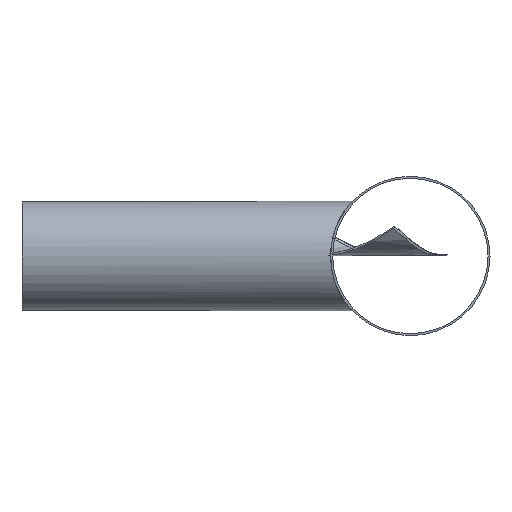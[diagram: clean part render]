
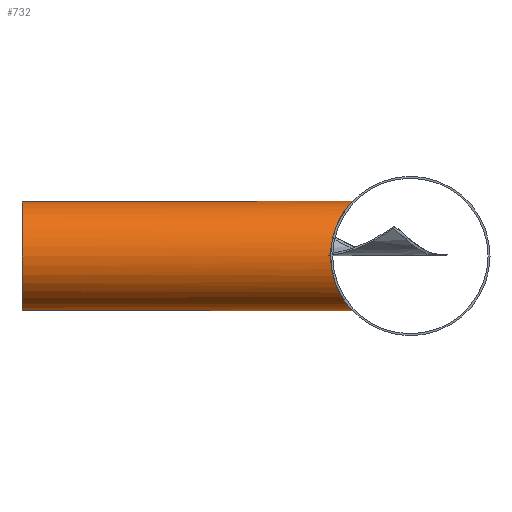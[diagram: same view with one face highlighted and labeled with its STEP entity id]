
A CAD part, front view. The second image highlights one B-rep face of the part: STEP entity #732.
In plain terms, the highlighted cylindrical face has radius 83 mm (diameter 166 mm), a partial arc.
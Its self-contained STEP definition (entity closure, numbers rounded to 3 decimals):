
#59=B_SPLINE_CURVE_WITH_KNOTS('',3,(#1072,#1073,#1074,#1075),
 .UNSPECIFIED.,.F.,.F.,(4,4),(52.3,52.305),
 .UNSPECIFIED.);
#60=B_SPLINE_CURVE_WITH_KNOTS('',3,(#1077,#1078,#1079,#1080,#1081,#1082,
#1083,#1084,#1085,#1086,#1087,#1088,#1089,#1090,#1091,#1092,#1093,#1094,
#1095,#1096,#1097,#1098,#1099,#1100,#1101,#1102,#1103,#1104,#1105,#1106,
#1107,#1108,#1109,#1110),.UNSPECIFIED.,.F.,.F.,(4,2,2,2,2,2,2,2,2,2,2,2,
2,2,2,2,4),(26.155,27.795,29.44,31.085,
32.73,34.354,35.978,37.601,39.225,
40.848,42.472,44.096,45.719,47.364,
49.01,50.655,52.3),.UNSPECIFIED.);
#132=CYLINDRICAL_SURFACE('',#853,83.);
#136=ELLIPSE('',#844,89.518,83.);
#147=FACE_OUTER_BOUND('',#189,.T.);
#189=EDGE_LOOP('',(#514,#515,#516,#517,#518,#519,#520));
#231=CIRCLE('',#854,83.);
#238=LINE('',#1003,#264);
#246=LINE('',#1116,#272);
#248=LINE('',#1120,#274);
#264=VECTOR('',#888,10.);
#272=VECTOR('',#922,10.);
#274=VECTOR('',#926,10.);
#290=VERTEX_POINT('',#1001);
#291=VERTEX_POINT('',#1002);
#295=VERTEX_POINT('',#1011);
#302=VERTEX_POINT('',#1071);
#303=VERTEX_POINT('',#1076);
#304=VERTEX_POINT('',#1115);
#305=VERTEX_POINT('',#1119);
#368=EDGE_CURVE('',#290,#291,#238,.T.);
#376=EDGE_CURVE('',#291,#295,#136,.T.);
#383=EDGE_CURVE('',#302,#290,#59,.T.);
#384=EDGE_CURVE('',#303,#302,#60,.T.);
#387=EDGE_CURVE('',#303,#304,#246,.T.);
#389=EDGE_CURVE('',#295,#305,#248,.T.);
#390=EDGE_CURVE('',#304,#305,#231,.T.);
#514=ORIENTED_EDGE('',*,*,#376,.T.);
#515=ORIENTED_EDGE('',*,*,#389,.T.);
#516=ORIENTED_EDGE('',*,*,#390,.F.);
#517=ORIENTED_EDGE('',*,*,#387,.F.);
#518=ORIENTED_EDGE('',*,*,#384,.T.);
#519=ORIENTED_EDGE('',*,*,#383,.T.);
#520=ORIENTED_EDGE('',*,*,#368,.T.);
#732=ADVANCED_FACE('',(#147),#132,.T.);
#844=AXIS2_PLACEMENT_3D('',#1019,#902,#903);
#853=AXIS2_PLACEMENT_3D('',#1118,#924,#925);
#854=AXIS2_PLACEMENT_3D('',#1121,#927,#928);
#888=DIRECTION('',(0.,1.,0.));
#902=DIRECTION('center_axis',(0.375,0.927,0.));
#903=DIRECTION('ref_axis',(-0.927,0.375,0.));
#922=DIRECTION('',(0.,1.,0.));
#924=DIRECTION('center_axis',(0.,1.,0.));
#925=DIRECTION('ref_axis',(0.,0.,-1.));
#926=DIRECTION('',(0.,1.,0.));
#927=DIRECTION('center_axis',(0.,1.,0.));
#928=DIRECTION('ref_axis',(-1.,0.,0.));
#1001=CARTESIAN_POINT('',(-0.05,0.,-83.));
#1002=CARTESIAN_POINT('',(-0.05,135.,-83.));
#1003=CARTESIAN_POINT('',(-0.05,0.,-83.));
#1011=CARTESIAN_POINT('',(-0.05,135.,83.));
#1019=CARTESIAN_POINT('Origin',(0.,134.98,0.));
#1071=CARTESIAN_POINT('',(0.,0.,-83.));
#1072=CARTESIAN_POINT('Ctrl Pts',(0.,0.,-83.));
#1073=CARTESIAN_POINT('Ctrl Pts',(-0.017,0.,
-83.));
#1074=CARTESIAN_POINT('Ctrl Pts',(-0.033,0.,
-83.));
#1075=CARTESIAN_POINT('Ctrl Pts',(-0.05,0.,
-83.));
#1076=CARTESIAN_POINT('',(0.05,0.,83.));
#1077=CARTESIAN_POINT('Ctrl Pts',(0.05,0.,
83.));
#1078=CARTESIAN_POINT('Ctrl Pts',(5.518,0.003,
82.997));
#1079=CARTESIAN_POINT('Ctrl Pts',(11.056,0.535,82.446));
#1080=CARTESIAN_POINT('Ctrl Pts',(21.916,2.549,80.246));
#1081=CARTESIAN_POINT('Ctrl Pts',(27.239,4.025,78.595));
#1082=CARTESIAN_POINT('Ctrl Pts',(37.352,7.532,74.323));
#1083=CARTESIAN_POINT('Ctrl Pts',(42.154,9.56,71.699));
#1084=CARTESIAN_POINT('Ctrl Pts',(51.019,13.731,65.687));
#1085=CARTESIAN_POINT('Ctrl Pts',(55.083,15.873,62.297));
#1086=CARTESIAN_POINT('Ctrl Pts',(62.25,19.87,55.13));
#1087=CARTESIAN_POINT('Ctrl Pts',(65.631,21.881,51.092));
#1088=CARTESIAN_POINT('Ctrl Pts',(71.658,25.605,42.224));
#1089=CARTESIAN_POINT('Ctrl Pts',(74.305,27.316,37.394));
#1090=CARTESIAN_POINT('Ctrl Pts',(78.607,30.149,27.213));
#1091=CARTESIAN_POINT('Ctrl Pts',(80.265,31.273,21.85));
#1092=CARTESIAN_POINT('Ctrl Pts',(82.462,32.77,10.95));
#1093=CARTESIAN_POINT('Ctrl Pts',(83.,33.143,5.412));
#1094=CARTESIAN_POINT('Ctrl Pts',(83.,33.143,-5.412));
#1095=CARTESIAN_POINT('Ctrl Pts',(82.462,32.77,-10.95));
#1096=CARTESIAN_POINT('Ctrl Pts',(80.265,31.273,-21.85));
#1097=CARTESIAN_POINT('Ctrl Pts',(78.607,30.149,-27.213));
#1098=CARTESIAN_POINT('Ctrl Pts',(74.305,27.316,-37.394));
#1099=CARTESIAN_POINT('Ctrl Pts',(71.658,25.605,-42.224));
#1100=CARTESIAN_POINT('Ctrl Pts',(65.631,21.881,-51.092));
#1101=CARTESIAN_POINT('Ctrl Pts',(62.25,19.87,-55.13));
#1102=CARTESIAN_POINT('Ctrl Pts',(55.083,15.873,-62.297));
#1103=CARTESIAN_POINT('Ctrl Pts',(51.019,13.731,-65.687));
#1104=CARTESIAN_POINT('Ctrl Pts',(42.154,9.56,-71.699));
#1105=CARTESIAN_POINT('Ctrl Pts',(37.352,7.532,-74.323));
#1106=CARTESIAN_POINT('Ctrl Pts',(27.239,4.025,-78.595));
#1107=CARTESIAN_POINT('Ctrl Pts',(21.916,2.549,-80.246));
#1108=CARTESIAN_POINT('Ctrl Pts',(11.039,0.532,-82.45));
#1109=CARTESIAN_POINT('Ctrl Pts',(5.484,0.,
-83.));
#1110=CARTESIAN_POINT('Ctrl Pts',(0.,0.,
-83.));
#1115=CARTESIAN_POINT('',(0.05,500.,83.));
#1116=CARTESIAN_POINT('',(0.05,0.,83.));
#1118=CARTESIAN_POINT('Origin',(0.,0.,0.));
#1119=CARTESIAN_POINT('',(-0.05,500.,83.));
#1120=CARTESIAN_POINT('',(-0.05,0.,83.));
#1121=CARTESIAN_POINT('Origin',(0.,500.,0.));
